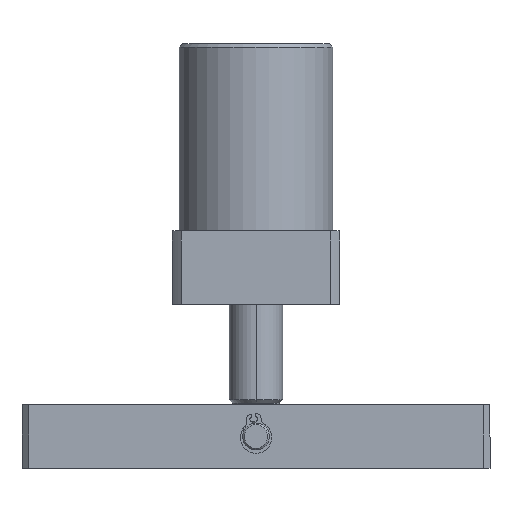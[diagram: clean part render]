
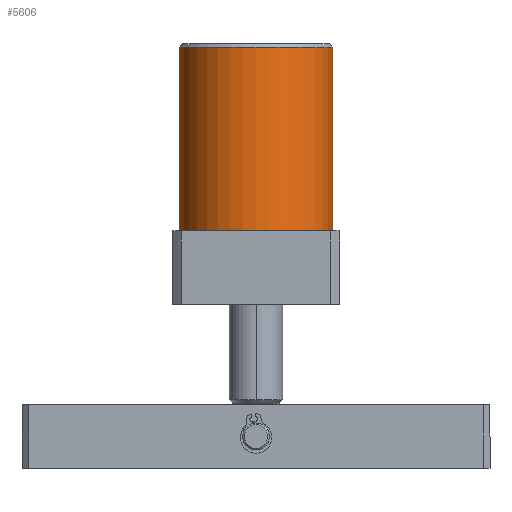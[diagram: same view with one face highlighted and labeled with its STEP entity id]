
A CAD part, front view. The second image highlights one B-rep face of the part: STEP entity #5606.
In plain terms, the highlighted cylindrical face has radius 23 mm (diameter 46 mm), a partial arc.
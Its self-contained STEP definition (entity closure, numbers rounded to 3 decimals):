
#203 = VECTOR ( 'NONE', #974, 1000. ) ;
#204 = CIRCLE ( 'NONE', #5045, 23. ) ;
#212 = LINE ( 'NONE', #852, #203 ) ;
#218 = CIRCLE ( 'NONE', #5043, 23. ) ;
#763 = CARTESIAN_POINT ( 'NONE',  ( 0., 0., 78. ) ) ;
#765 = DIRECTION ( 'NONE',  ( 0., 0., -1. ) ) ;
#767 = DIRECTION ( 'NONE',  ( -1., 0., 0. ) ) ;
#852 = CARTESIAN_POINT ( 'NONE',  ( -23., 0., 78. ) ) ;
#853 = CARTESIAN_POINT ( 'NONE',  ( 0., 0., 22. ) ) ;
#854 = DIRECTION ( 'NONE',  ( 1., 0., 0. ) ) ;
#855 = DIRECTION ( 'NONE',  ( 0., 0., 1. ) ) ;
#887 = DIRECTION ( 'NONE',  ( 1., 0., 0. ) ) ;
#888 = DIRECTION ( 'NONE',  ( 0., 0., -1. ) ) ;
#908 = CARTESIAN_POINT ( 'NONE',  ( 0., 0., 77. ) ) ;
#974 = DIRECTION ( 'NONE',  ( 0., 0., -1. ) ) ;
#1715 = CYLINDRICAL_SURFACE ( 'NONE', #4753, 23. ) ;
#2069 = FACE_OUTER_BOUND ( 'NONE', #6668, .T. ) ;
#2770 = CARTESIAN_POINT ( 'NONE',  ( 23., 0., 77. ) ) ;
#2814 = CARTESIAN_POINT ( 'NONE',  ( 23., 0., 22. ) ) ;
#3631 = ORIENTED_EDGE ( 'NONE', *, *, #5733, .F. ) ;
#3632 = ORIENTED_EDGE ( 'NONE', *, *, #5886, .T. ) ;
#3633 = ORIENTED_EDGE ( 'NONE', *, *, #5896, .T. ) ;
#3634 = ORIENTED_EDGE ( 'NONE', *, *, #5894, .T. ) ;
#4332 = CARTESIAN_POINT ( 'NONE',  ( -23., 0., 77. ) ) ;
#4353 = CARTESIAN_POINT ( 'NONE',  ( -23., 0., 22. ) ) ;
#4753 = AXIS2_PLACEMENT_3D ( 'NONE', #763, #765, #767 ) ;
#5043 = AXIS2_PLACEMENT_3D ( 'NONE', #908, #888, #887 ) ;
#5045 = AXIS2_PLACEMENT_3D ( 'NONE', #853, #855, #854 ) ;
#5606 = ADVANCED_FACE ( 'NONE', ( #2069 ), #1715, .T. ) ;
#5733 = EDGE_CURVE ( 'NONE', #6881, #6925, #7088, .T. ) ;
#5886 = EDGE_CURVE ( 'NONE', #6881, #6963, #218, .T. ) ;
#5894 = EDGE_CURVE ( 'NONE', #6984, #6925, #204, .T. ) ;
#5896 = EDGE_CURVE ( 'NONE', #6963, #6984, #212, .T. ) ;
#6668 = EDGE_LOOP ( 'NONE', ( #3631, #3632, #3633, #3634 ) ) ;
#6755 = DIRECTION ( 'NONE',  ( 0., 0., -1. ) ) ;
#6760 = CARTESIAN_POINT ( 'NONE',  ( 23., 0., 78. ) ) ;
#6881 = VERTEX_POINT ( 'NONE', #2770 ) ;
#6925 = VERTEX_POINT ( 'NONE', #2814 ) ;
#6963 = VERTEX_POINT ( 'NONE', #4332 ) ;
#6984 = VERTEX_POINT ( 'NONE', #4353 ) ;
#7088 = LINE ( 'NONE', #6760, #7090 ) ;
#7090 = VECTOR ( 'NONE', #6755, 1000. ) ;
